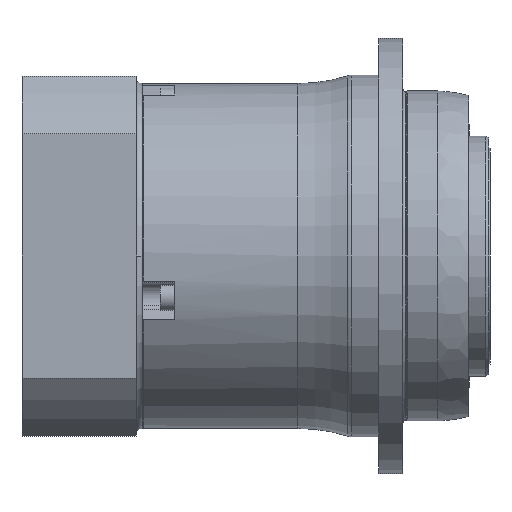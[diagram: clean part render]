
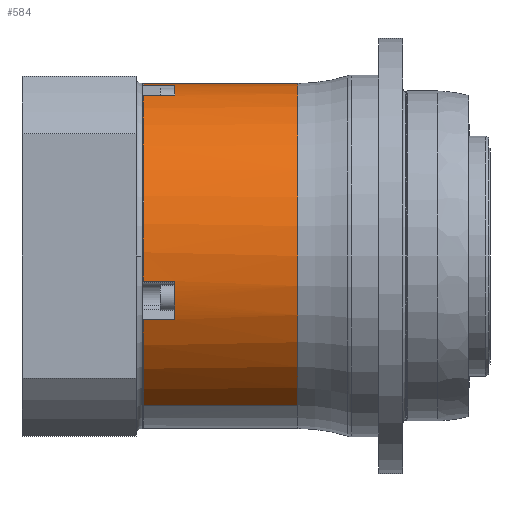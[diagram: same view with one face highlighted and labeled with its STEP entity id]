
A CAD part, front view. The second image highlights one B-rep face of the part: STEP entity #584.
In plain terms, the highlighted cylindrical face has radius 57.5 mm (diameter 115 mm), a partial arc.
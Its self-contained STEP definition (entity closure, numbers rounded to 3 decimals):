
#584=ADVANCED_FACE('',(#1394),#1395,.T.);
#1394=FACE_OUTER_BOUND('',#2484,.T.);
#1395=CYLINDRICAL_SURFACE('',#2485,57.5);
#2484=EDGE_LOOP('',(#4024,#4025,#4026,#4027,#4028,#4029,#4030,#4031,#4032,#4033,#4034,#4035,#4036,#4037,#4038,#4039));
#2485=AXIS2_PLACEMENT_3D('',#4040,#4041,#4042);
#4024=ORIENTED_EDGE('',*,*,#6453,.F.);
#4025=ORIENTED_EDGE('',*,*,#6454,.T.);
#4026=ORIENTED_EDGE('',*,*,#6455,.F.);
#4027=ORIENTED_EDGE('',*,*,#6456,.T.);
#4028=ORIENTED_EDGE('',*,*,#6457,.T.);
#4029=ORIENTED_EDGE('',*,*,#6458,.T.);
#4030=ORIENTED_EDGE('',*,*,#6459,.F.);
#4031=ORIENTED_EDGE('',*,*,#6460,.T.);
#4032=ORIENTED_EDGE('',*,*,#6461,.F.);
#4033=ORIENTED_EDGE('',*,*,#6462,.T.);
#4034=ORIENTED_EDGE('',*,*,#6463,.T.);
#4035=ORIENTED_EDGE('',*,*,#6464,.T.);
#4036=ORIENTED_EDGE('',*,*,#6465,.F.);
#4037=ORIENTED_EDGE('',*,*,#6466,.T.);
#4038=ORIENTED_EDGE('',*,*,#6467,.F.);
#4039=ORIENTED_EDGE('',*,*,#6468,.T.);
#4040=CARTESIAN_POINT('',(-167.64,0.,0.));
#4041=DIRECTION('',(1.0,0.0,-0.0));
#4042=DIRECTION('',(0.0,0.5,0.866));
#6453=EDGE_CURVE('',#7728,#7729,#7730,.T.);
#6454=EDGE_CURVE('',#7728,#7731,#7732,.F.);
#6455=EDGE_CURVE('',#7733,#7731,#7734,.T.);
#6456=EDGE_CURVE('',#7733,#7679,#7735,.F.);
#6457=EDGE_CURVE('',#7679,#7677,#7736,.F.);
#6458=EDGE_CURVE('',#7677,#7737,#7738,.F.);
#6459=EDGE_CURVE('',#7739,#7737,#7740,.F.);
#6460=EDGE_CURVE('',#7739,#7741,#7742,.F.);
#6461=EDGE_CURVE('',#7743,#7741,#7744,.T.);
#6462=EDGE_CURVE('',#7743,#7745,#7746,.F.);
#6463=EDGE_CURVE('',#7745,#7747,#7748,.F.);
#6464=EDGE_CURVE('',#7747,#7749,#7750,.F.);
#6465=EDGE_CURVE('',#7751,#7749,#7752,.F.);
#6466=EDGE_CURVE('',#7751,#7753,#7754,.F.);
#6467=EDGE_CURVE('',#7755,#7753,#7756,.T.);
#6468=EDGE_CURVE('',#7755,#7729,#7757,.T.);
#7677=VERTEX_POINT('',#9373);
#7679=VERTEX_POINT('',#9375);
#7728=VERTEX_POINT('',#9562);
#7729=VERTEX_POINT('',#9563);
#7730=LINE('',#9564,#9565);
#7731=VERTEX_POINT('',#9566);
#7732=CIRCLE('',#9567,57.5);
#7733=VERTEX_POINT('',#9568);
#7734=LINE('',#9569,#9570);
#7735=CIRCLE('',#9571,57.5);
#7736=CIRCLE('',#9572,57.5);
#7737=VERTEX_POINT('',#9573);
#7738=CIRCLE('',#9574,57.5);
#7739=VERTEX_POINT('',#9575);
#7740=LINE('',#9576,#9577);
#7741=VERTEX_POINT('',#9578);
#7742=CIRCLE('',#9579,57.5);
#7743=VERTEX_POINT('',#9580);
#7744=LINE('',#9581,#9582);
#7745=VERTEX_POINT('',#9583);
#7746=CIRCLE('',#9584,57.5);
#7747=VERTEX_POINT('',#9585);
#7748=CIRCLE('',#9586,57.5);
#7749=VERTEX_POINT('',#9587);
#7750=CIRCLE('',#9588,57.5);
#7751=VERTEX_POINT('',#9589);
#7752=LINE('',#9590,#9591);
#7753=VERTEX_POINT('',#9592);
#7754=CIRCLE('',#9593,57.5);
#7755=VERTEX_POINT('',#9594);
#7756=LINE('',#9595,#9596);
#7757=CIRCLE('',#9597,57.5);
#9373=CARTESIAN_POINT('',(-41.0,-16.315,55.137));
#9375=CARTESIAN_POINT('',(-41.0,-13.439,55.907));
#9562=CARTESIAN_POINT('',(-51.5,28.75,49.796));
#9563=CARTESIAN_POINT('',(0.,28.75,49.796));
#9564=CARTESIAN_POINT('',(-25.75,28.75,49.796));
#9565=VECTOR('',#12099,1.0);
#9566=CARTESIAN_POINT('',(-51.5,-8.372,56.887));
#9567=AXIS2_PLACEMENT_3D('',#12100,#12101,#12102);
#9568=CARTESIAN_POINT('',(-41.0,-8.372,56.887));
#9569=CARTESIAN_POINT('',(-167.64,-8.372,56.887));
#9570=VECTOR('',#12103,1000.0);
#9571=AXIS2_PLACEMENT_3D('',#12104,#12105,#12106);
#9572=AXIS2_PLACEMENT_3D('',#12107,#12108,#12109);
#9573=CARTESIAN_POINT('',(-41.0,-21.193,53.452));
#9574=AXIS2_PLACEMENT_3D('',#12110,#12111,#12112);
#9575=CARTESIAN_POINT('',(-51.5,-21.193,53.452));
#9576=CARTESIAN_POINT('',(-167.64,-21.193,53.452));
#9577=VECTOR('',#12113,1000.0);
#9578=CARTESIAN_POINT('',(-51.5,-56.887,-8.372));
#9579=AXIS2_PLACEMENT_3D('',#12114,#12115,#12116);
#9580=CARTESIAN_POINT('',(-41.0,-56.887,-8.372));
#9581=CARTESIAN_POINT('',(-167.64,-56.887,-8.372));
#9582=VECTOR('',#12117,1000.0);
#9583=CARTESIAN_POINT('',(-41.0,-55.907,-13.439));
#9584=AXIS2_PLACEMENT_3D('',#12118,#12119,#12120);
#9585=CARTESIAN_POINT('',(-41.0,-55.137,-16.315));
#9586=AXIS2_PLACEMENT_3D('',#12121,#12122,#12123);
#9587=CARTESIAN_POINT('',(-41.0,-53.452,-21.193));
#9588=AXIS2_PLACEMENT_3D('',#12124,#12125,#12126);
#9589=CARTESIAN_POINT('',(-51.5,-53.452,-21.193));
#9590=CARTESIAN_POINT('',(-167.64,-53.452,-21.193));
#9591=VECTOR('',#12127,1000.0);
#9592=CARTESIAN_POINT('',(-51.5,-28.75,-49.796));
#9593=AXIS2_PLACEMENT_3D('',#12128,#12129,#12130);
#9594=CARTESIAN_POINT('',(0.,-28.75,-49.796));
#9595=CARTESIAN_POINT('',(-25.75,-28.75,-49.796));
#9596=VECTOR('',#12131,1.0);
#9597=AXIS2_PLACEMENT_3D('',#12132,#12133,#12134);
#12099=DIRECTION('',(1.0,-0.0,-0.0));
#12100=CARTESIAN_POINT('',(-51.5,0.,0.));
#12101=DIRECTION('',(-1.0,0.0,0.0));
#12102=DIRECTION('',(0.0,0.5,0.866));
#12103=DIRECTION('',(-1.0,0.0,0.0));
#12104=CARTESIAN_POINT('',(-41.0,0.,0.));
#12105=DIRECTION('',(-1.0,0.0,0.0));
#12106=DIRECTION('',(0.0,0.5,0.866));
#12107=CARTESIAN_POINT('',(-41.0,0.,0.));
#12108=DIRECTION('',(-1.0,0.0,0.0));
#12109=DIRECTION('',(0.0,0.5,0.866));
#12110=CARTESIAN_POINT('',(-41.0,0.,0.));
#12111=DIRECTION('',(-1.0,0.0,0.0));
#12112=DIRECTION('',(0.0,0.5,0.866));
#12113=DIRECTION('',(-1.0,0.0,0.0));
#12114=CARTESIAN_POINT('',(-51.5,0.,0.));
#12115=DIRECTION('',(-1.0,0.0,0.0));
#12116=DIRECTION('',(0.0,0.5,0.866));
#12117=DIRECTION('',(-1.0,0.0,0.0));
#12118=CARTESIAN_POINT('',(-41.0,0.,0.));
#12119=DIRECTION('',(-1.0,0.0,0.0));
#12120=DIRECTION('',(0.0,0.5,0.866));
#12121=CARTESIAN_POINT('',(-41.0,0.,0.));
#12122=DIRECTION('',(-1.0,0.0,0.0));
#12123=DIRECTION('',(0.0,0.5,0.866));
#12124=CARTESIAN_POINT('',(-41.0,0.,0.));
#12125=DIRECTION('',(-1.0,0.0,0.0));
#12126=DIRECTION('',(0.0,0.5,0.866));
#12127=DIRECTION('',(-1.0,0.0,0.0));
#12128=CARTESIAN_POINT('',(-51.5,0.,0.));
#12129=DIRECTION('',(-1.0,0.0,0.0));
#12130=DIRECTION('',(0.0,0.5,0.866));
#12131=DIRECTION('',(-1.0,-0.0,-0.0));
#12132=CARTESIAN_POINT('',(0.,0.,0.));
#12133=DIRECTION('',(-1.0,0.0,0.0));
#12134=DIRECTION('',(0.0,0.5,0.866));
